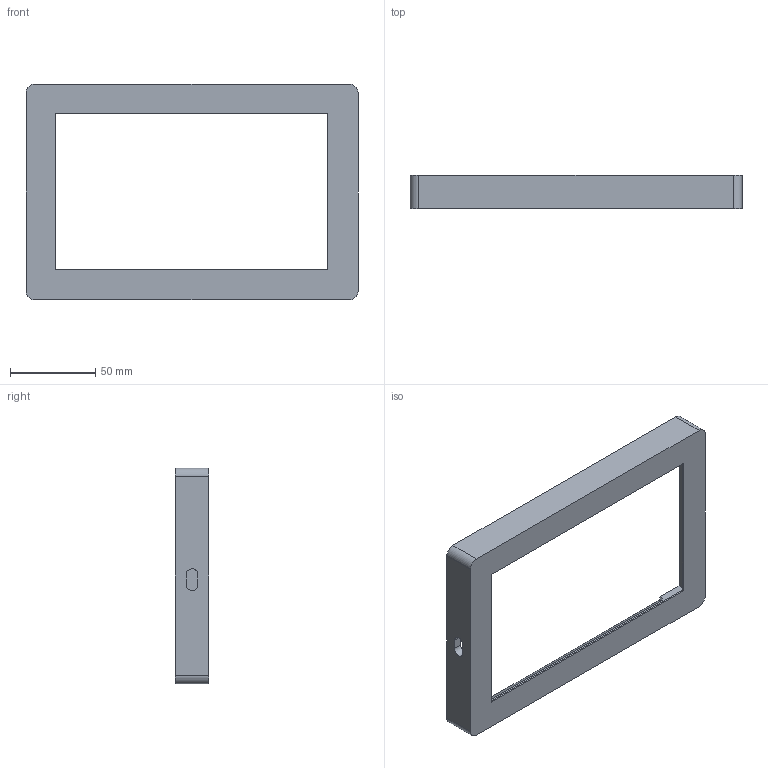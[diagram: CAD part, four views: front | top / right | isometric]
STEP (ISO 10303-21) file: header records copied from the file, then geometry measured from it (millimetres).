
FILE_DESCRIPTION(/* description */ (''),/* implementation_level */ '2;1');
FILE_NAME(/* name */ 'HMI Case Front',/* time_stamp */ '2024-02-24T12:06:14-05:00',/* author */ ('Grant'),/* organization */ (''),/* preprocessor_version */ 'ST-DEVELOPER v19.4',/* originating_system */ 'Solid Edge',/* authorisation */ 'Unknown');
FILE_SCHEMA (('AUTOMOTIVE_DESIGN {1 0 10303 214 3 1 1}'));
Length unit declared in the file: millimetre
Products named in the file (1): HMI case front
Bounding box: 195.1 x 19.5 x 126.75 mm (x, y, z)
Volume: 72406.7 mm3; surface area: 43786.6 mm2
Topology: 1 solids, 1 shells, 52 faces, 144 edges, 96 vertices
Faces by surface type: plane 46, cylinder 6
Entity records: 1678 total; most frequent: CARTESIAN_POINT 293, ORIENTED_EDGE 288, DIRECTION 262, EDGE_CURVE 144, LINE 132, VECTOR 132, VERTEX_POINT 96, AXIS2_PLACEMENT_3D 65
